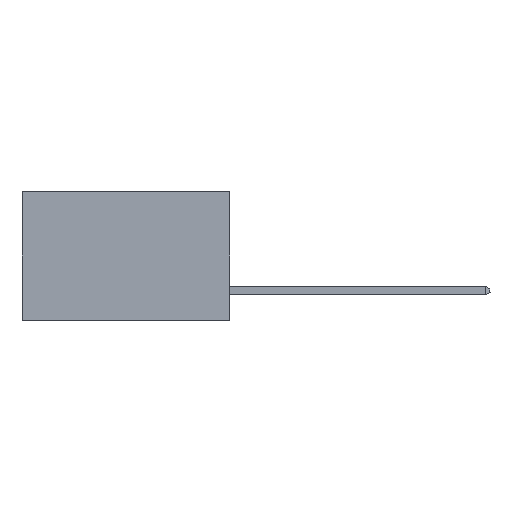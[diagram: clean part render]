
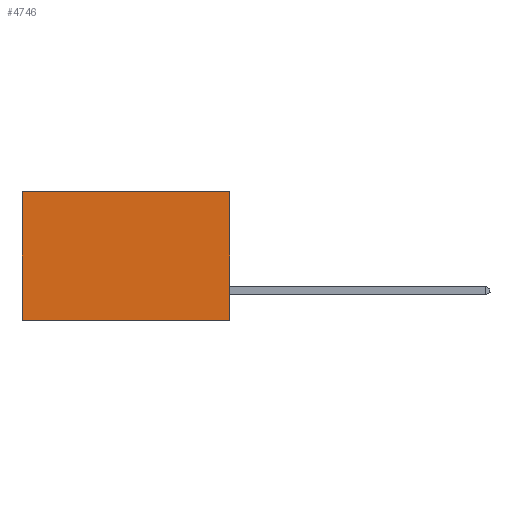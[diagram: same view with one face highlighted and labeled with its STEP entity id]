
A CAD part, left-side view. The second image highlights one B-rep face of the part: STEP entity #4746.
In plain terms, the highlighted planar face has unit normal (-1, 0, 0).
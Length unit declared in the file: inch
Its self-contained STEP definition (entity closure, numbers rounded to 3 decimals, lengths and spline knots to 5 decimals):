
#760 = CARTESIAN_POINT ( 'NONE',  ( 0.298, 0., 0. ) ) ;
#934 = CARTESIAN_POINT ( 'NONE',  ( 0.298, 0., 0. ) ) ;
#1394 = EDGE_CURVE ( 'NONE', #13600, #8263, #11687, .T. ) ;
#1711 = ORIENTED_EDGE ( 'NONE', *, *, #6494, .T. ) ;
#1748 = CARTESIAN_POINT ( 'NONE',  ( 0.298, 0.6, -0.37 ) ) ;
#2381 = ORIENTED_EDGE ( 'NONE', *, *, #5852, .F. ) ;
#2765 = DIRECTION ( 'NONE',  ( 0., 1., 0. ) ) ;
#3069 = DIRECTION ( 'NONE',  ( 1., 0., 0. ) ) ;
#3529 = CARTESIAN_POINT ( 'NONE',  ( 0.298, 0.6, 0. ) ) ;
#3559 = ORIENTED_EDGE ( 'NONE', *, *, #1394, .T. ) ;
#4055 = FACE_OUTER_BOUND ( 'NONE', #4495, .T. ) ;
#4094 = VERTEX_POINT ( 'NONE', #10987 ) ;
#4319 = CARTESIAN_POINT ( 'NONE',  ( 0.298, 0., -0.37 ) ) ;
#4345 = CARTESIAN_POINT ( 'NONE',  ( 0.298, 0.6, 0. ) ) ;
#4495 = EDGE_LOOP ( 'NONE', ( #3559, #6638, #2381, #1711 ) ) ;
#4746 = ADVANCED_FACE ( 'NONE', ( #4055 ), #11603, .F. ) ;
#5136 = AXIS2_PLACEMENT_3D ( 'NONE', #934, #3069, #8393 ) ;
#5359 = VECTOR ( 'NONE', #2765, 39.37008 ) ;
#5852 = EDGE_CURVE ( 'NONE', #4094, #13311, #11830, .T. ) ;
#5917 = EDGE_CURVE ( 'NONE', #13311, #8263, #10814, .T. ) ;
#6190 = VECTOR ( 'NONE', #11206, 39.37008 ) ;
#6494 = EDGE_CURVE ( 'NONE', #4094, #13600, #8476, .T. ) ;
#6638 = ORIENTED_EDGE ( 'NONE', *, *, #5917, .F. ) ;
#8142 = VECTOR ( 'NONE', #9326, 39.37008 ) ;
#8263 = VERTEX_POINT ( 'NONE', #1748 ) ;
#8393 = DIRECTION ( 'NONE',  ( 0., 0., -1. ) ) ;
#8476 = LINE ( 'NONE', #13406, #8142 ) ;
#9326 = DIRECTION ( 'NONE',  ( 0., 1., 0. ) ) ;
#10814 = LINE ( 'NONE', #12331, #5359 ) ;
#10987 = CARTESIAN_POINT ( 'NONE',  ( 0.298, 0., 0. ) ) ;
#11011 = DIRECTION ( 'NONE',  ( 0., 0., -1. ) ) ;
#11206 = DIRECTION ( 'NONE',  ( 0., 0., -1. ) ) ;
#11603 = PLANE ( 'NONE',  #5136 ) ;
#11687 = LINE ( 'NONE', #3529, #12849 ) ;
#11830 = LINE ( 'NONE', #760, #6190 ) ;
#12331 = CARTESIAN_POINT ( 'NONE',  ( 0.298, 0., -0.37 ) ) ;
#12849 = VECTOR ( 'NONE', #11011, 39.37008 ) ;
#13311 = VERTEX_POINT ( 'NONE', #4319 ) ;
#13406 = CARTESIAN_POINT ( 'NONE',  ( 0.298, 0., 0. ) ) ;
#13600 = VERTEX_POINT ( 'NONE', #4345 ) ;
